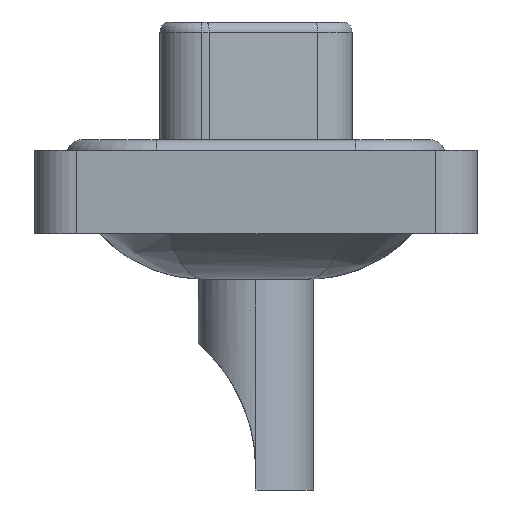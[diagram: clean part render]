
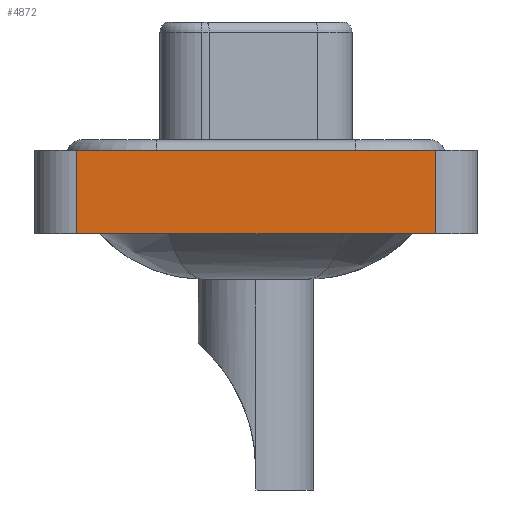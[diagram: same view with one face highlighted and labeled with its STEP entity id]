
A CAD part, left-side view. The second image highlights one B-rep face of the part: STEP entity #4872.
In plain terms, the highlighted planar face has unit normal (-1, 0, 0).
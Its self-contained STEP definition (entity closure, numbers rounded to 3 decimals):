
#57 = VECTOR ( 'NONE', #3379, 1000. ) ;
#342 = EDGE_LOOP ( 'NONE', ( #11306, #1206, #14822, #4122 ) ) ;
#422 = LINE ( 'NONE', #9614, #57 ) ;
#892 = LINE ( 'NONE', #10084, #3533 ) ;
#1206 = ORIENTED_EDGE ( 'NONE', *, *, #5826, .F. ) ;
#1207 = VERTEX_POINT ( 'NONE', #4062 ) ;
#2199 = CARTESIAN_POINT ( 'NONE',  ( -7.3, 8.55, -3.6 ) ) ;
#2384 = CARTESIAN_POINT ( 'NONE',  ( -7.3, 8.55, -3.6 ) ) ;
#2805 = DIRECTION ( 'NONE',  ( -1., 0., 0. ) ) ;
#3379 = DIRECTION ( 'NONE',  ( 0., -1., 0. ) ) ;
#3533 = VECTOR ( 'NONE', #11367, 1000. ) ;
#3991 = DIRECTION ( 'NONE',  ( 0., 0., 1. ) ) ;
#4062 = CARTESIAN_POINT ( 'NONE',  ( -7.3, -8.55, -3.6 ) ) ;
#4122 = ORIENTED_EDGE ( 'NONE', *, *, #5589, .T. ) ;
#4141 = DIRECTION ( 'NONE',  ( 0., -1., 0. ) ) ;
#4861 = VERTEX_POINT ( 'NONE', #19211 ) ;
#4872 = ADVANCED_FACE ( 'NONE', ( #8644 ), #6960, .T. ) ;
#5329 = LINE ( 'NONE', #7024, #12973 ) ;
#5563 = DIRECTION ( 'NONE',  ( 0., 0., 1. ) ) ;
#5589 = EDGE_CURVE ( 'NONE', #14645, #1207, #422, .T. ) ;
#5826 = EDGE_CURVE ( 'NONE', #11129, #4861, #5329, .T. ) ;
#6773 = VECTOR ( 'NONE', #3991, 1000. ) ;
#6872 = CARTESIAN_POINT ( 'NONE',  ( -7.3, -8.55, -3.6 ) ) ;
#6960 = PLANE ( 'NONE',  #7903 ) ;
#7024 = CARTESIAN_POINT ( 'NONE',  ( -7.3, -8.55, 0.4 ) ) ;
#7903 = AXIS2_PLACEMENT_3D ( 'NONE', #6872, #2805, #5563 ) ;
#8644 = FACE_OUTER_BOUND ( 'NONE', #342, .T. ) ;
#9614 = CARTESIAN_POINT ( 'NONE',  ( -7.3, -8.55, -3.6 ) ) ;
#10084 = CARTESIAN_POINT ( 'NONE',  ( -7.3, -8.55, -3.6 ) ) ;
#11129 = VERTEX_POINT ( 'NONE', #13071 ) ;
#11306 = ORIENTED_EDGE ( 'NONE', *, *, #11464, .T. ) ;
#11367 = DIRECTION ( 'NONE',  ( 0., 0., 1. ) ) ;
#11464 = EDGE_CURVE ( 'NONE', #1207, #4861, #892, .T. ) ;
#12973 = VECTOR ( 'NONE', #4141, 1000. ) ;
#13071 = CARTESIAN_POINT ( 'NONE',  ( -7.3, 8.55, 0.4 ) ) ;
#14645 = VERTEX_POINT ( 'NONE', #2384 ) ;
#14822 = ORIENTED_EDGE ( 'NONE', *, *, #18171, .F. ) ;
#17337 = LINE ( 'NONE', #2199, #6773 ) ;
#18171 = EDGE_CURVE ( 'NONE', #14645, #11129, #17337, .T. ) ;
#19211 = CARTESIAN_POINT ( 'NONE',  ( -7.3, -8.55, 0.4 ) ) ;
